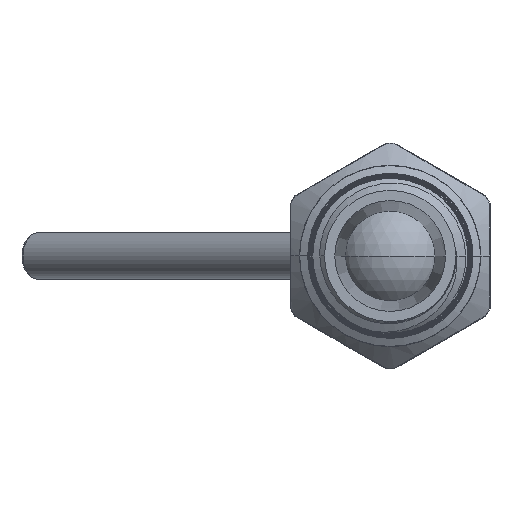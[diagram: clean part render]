
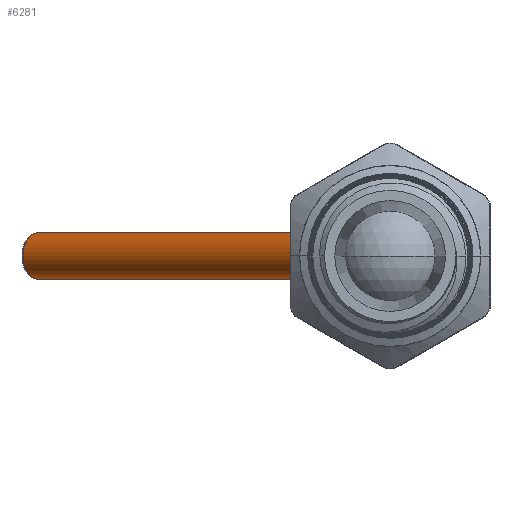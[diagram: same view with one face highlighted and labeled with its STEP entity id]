
A CAD part, front view. The second image highlights one B-rep face of the part: STEP entity #6281.
In plain terms, the highlighted cylindrical face has radius 1.968 mm (diameter 3.937 mm), a partial arc.
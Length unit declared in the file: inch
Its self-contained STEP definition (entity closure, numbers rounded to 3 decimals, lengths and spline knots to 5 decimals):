
#234 = EDGE_CURVE ( 'NONE', #15219, #14937, #7044, .T. ) ;
#243 = EDGE_CURVE ( 'NONE', #15209, #14937, #7063, .T. ) ;
#244 = EDGE_CURVE ( 'NONE', #15196, #15219, #7059, .T. ) ;
#253 = EDGE_CURVE ( 'NONE', #15196, #15209, #7093, .T. ) ;
#1260 = DIRECTION ( 'NONE',  ( -1., 0., 0. ) ) ;
#1261 = CARTESIAN_POINT ( 'NONE',  ( -0.87968, 0., 0. ) ) ;
#1263 = DIRECTION ( 'NONE',  ( 0., 0., 1. ) ) ;
#2694 = CARTESIAN_POINT ( 'NONE',  ( -0.18447, 0., -0.0775 ) ) ;
#2707 = CARTESIAN_POINT ( 'NONE',  ( -0.18447, 0., 0.0775 ) ) ;
#2717 = CARTESIAN_POINT ( 'NONE',  ( -1.54, 0., -0.0775 ) ) ;
#3102 = DIRECTION ( 'NONE',  ( 0., 0., 1. ) ) ;
#3103 = DIRECTION ( 'NONE',  ( -1., 0., 0. ) ) ;
#3104 = CARTESIAN_POINT ( 'NONE',  ( -0.18447, 0., 0. ) ) ;
#3132 = DIRECTION ( 'NONE',  ( -1., 0., 0. ) ) ;
#3136 = CARTESIAN_POINT ( 'NONE',  ( -0.87968, 0., -0.0775 ) ) ;
#3140 = DIRECTION ( 'NONE',  ( -1., 0., 0. ) ) ;
#3141 = CARTESIAN_POINT ( 'NONE',  ( -0.87968, 0., 0.0775 ) ) ;
#3161 = DIRECTION ( 'NONE',  ( 0., 0., 1. ) ) ;
#3162 = DIRECTION ( 'NONE',  ( -1., 0., 0. ) ) ;
#3163 = CARTESIAN_POINT ( 'NONE',  ( -1.54, 0., 0. ) ) ;
#4350 = ORIENTED_EDGE ( 'NONE', *, *, #253, .T. ) ;
#4379 = ORIENTED_EDGE ( 'NONE', *, *, #243, .T. ) ;
#4402 = ORIENTED_EDGE ( 'NONE', *, *, #234, .F. ) ;
#4403 = ORIENTED_EDGE ( 'NONE', *, *, #244, .F. ) ;
#6281 = ADVANCED_FACE ( 'NONE', ( #6526 ), #6528, .T. ) ;
#6526 = FACE_OUTER_BOUND ( 'NONE', #15241, .T. ) ;
#6528 = CYLINDRICAL_SURFACE ( 'NONE', #11502, 0.0775 ) ;
#7044 = CIRCLE ( 'NONE', #10858, 0.0775 ) ;
#7059 = LINE ( 'NONE', #3136, #7071 ) ;
#7063 = LINE ( 'NONE', #3141, #7067 ) ;
#7067 = VECTOR ( 'NONE', #3140, 39.37008 ) ;
#7071 = VECTOR ( 'NONE', #3132, 39.37008 ) ;
#7093 = CIRCLE ( 'NONE', #10893, 0.0775 ) ;
#10858 = AXIS2_PLACEMENT_3D ( 'NONE', #3163, #3162, #3161 ) ;
#10893 = AXIS2_PLACEMENT_3D ( 'NONE', #3104, #3103, #3102 ) ;
#11502 = AXIS2_PLACEMENT_3D ( 'NONE', #1261, #1260, #1263 ) ;
#13510 = CARTESIAN_POINT ( 'NONE',  ( -1.54, 0., 0.0775 ) ) ;
#14937 = VERTEX_POINT ( 'NONE', #13510 ) ;
#15196 = VERTEX_POINT ( 'NONE', #2694 ) ;
#15209 = VERTEX_POINT ( 'NONE', #2707 ) ;
#15219 = VERTEX_POINT ( 'NONE', #2717 ) ;
#15241 = EDGE_LOOP ( 'NONE', ( #4403, #4350, #4379, #4402 ) ) ;
